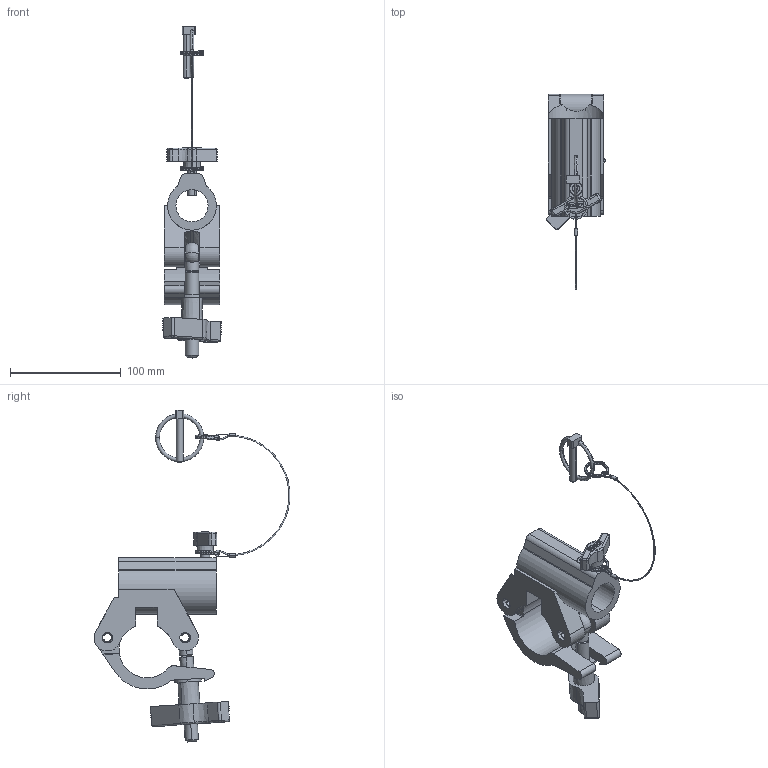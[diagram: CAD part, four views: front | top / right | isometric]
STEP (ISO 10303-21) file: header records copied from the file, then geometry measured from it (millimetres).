
FILE_DESCRIPTION (( 'STEP AP203' ), '1' );
FILE_NAME ('T57223 & T57224.STEP', '2018-05-01T07:45:56', ( '' ), ( '' ), 'SwSTEP 2.0', 'SolidWorks 2016', '' );
FILE_SCHEMA (( 'CONFIG_CONTROL_DESIGN' ));
Length unit declared in the file: millimetre
Products named in the file (18): T57223 & T57224; A Washer_Bright washer BS 4320 - M12 (Form A); TH2000_TH2000 - 50MM WIDE; Doughty Knob_S0123; TH156_TH066; T78052_For T57120; TH736; Doughty Knob_S0118; TH2001_TH2001 - 50MM WIDE; S2605_Default2; TH157_TH157; T21000; F790; S1426; F628; T28380; TH733; TH2038_TH735
Assembly tree (20 placements, depth 4):
  T57223 & T57224
    TH736
      TH2038_TH735
      TH156_TH066
        TH2000_TH2000 - 50MM WIDE
    TH157_TH157
      TH2001_TH2001 - 50MM WIDE
    F790  x2
    F628  x2
    T78052_For T57120
      TH733
      A Washer_Bright washer BS 4320 - M12 (Form A)
      Doughty Knob_S0123
    Doughty Knob_S0118
    T28380
      S2605_Default2
      T21000
      S1426  x2
Bounding box: 52.78 x 176.37 x 299.3 mm (x, y, z)
Volume: 272720.1 mm3; surface area: 89869.7 mm2
Topology: 15 solids, 15 shells, 584 faces, 1492 edges, 970 vertices
Faces by surface type: plane 262, cylinder 224, cone 54, torus 36, bspline 8
Entity records: 20027 total; most frequent: CARTESIAN_POINT 4277, DIRECTION 2998, ORIENTED_EDGE 2808, EDGE_CURVE 1404, AXIS2_PLACEMENT_3D 1093, VERTEX_POINT 914, LINE 812, VECTOR 812
